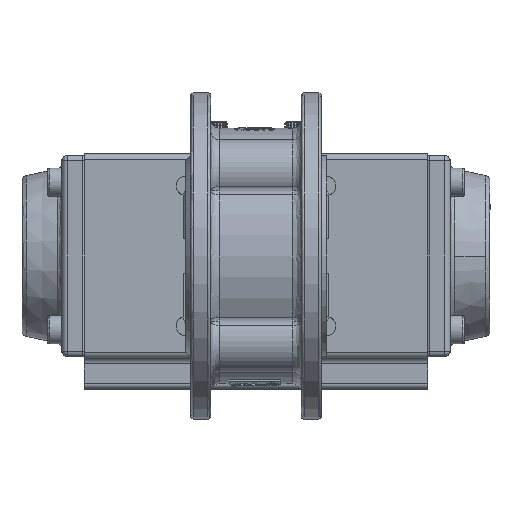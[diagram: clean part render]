
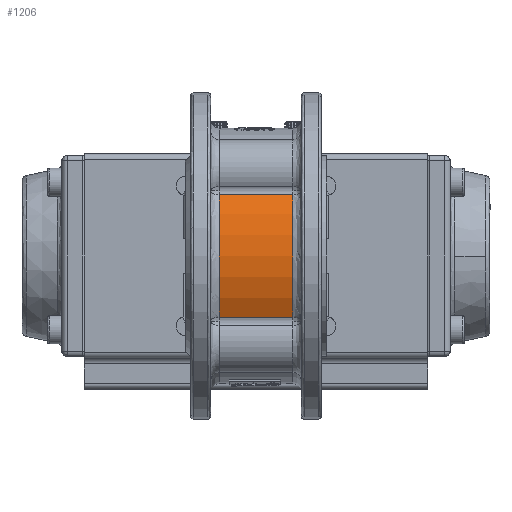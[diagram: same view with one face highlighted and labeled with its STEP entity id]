
A CAD part, front view. The second image highlights one B-rep face of the part: STEP entity #1206.
In plain terms, the highlighted cylindrical face has radius 45 mm (diameter 90 mm), a partial arc.
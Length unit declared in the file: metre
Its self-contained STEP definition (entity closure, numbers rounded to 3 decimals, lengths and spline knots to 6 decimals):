
#584 = VERTEX_POINT ( 'NONE', #78206 ) ;
#1206 = ADVANCED_FACE ( 'NONE', ( #31492 ), #38574, .T. ) ;
#1562 = CARTESIAN_POINT ( 'NONE',  ( -0.024493, -0.042838, 0.098521 ) ) ;
#2088 = CARTESIAN_POINT ( 'NONE',  ( 0.001507, -0.042838, 0.098521 ) ) ;
#3663 = ORIENTED_EDGE ( 'NONE', *, *, #49365, .T. ) ;
#13575 = AXIS2_PLACEMENT_3D ( 'NONE', #19918, #27871, #47006 ) ;
#14994 = LINE ( 'NONE', #42098, #76206 ) ;
#18616 = DIRECTION ( 'NONE',  ( 1., 0., 0. ) ) ;
#19918 = CARTESIAN_POINT ( 'NONE',  ( 0.001507, -0.003333, 0.12007 ) ) ;
#22111 = DIRECTION ( 'NONE',  ( -1., 0., 0. ) ) ;
#24672 = EDGE_CURVE ( 'NONE', #83091, #584, #86034, .T. ) ;
#27871 = DIRECTION ( 'NONE',  ( -1., 0., 0. ) ) ;
#28153 = EDGE_LOOP ( 'NONE', ( #3663, #64531, #75801, #38198 ) ) ;
#31178 = DIRECTION ( 'NONE',  ( 1., 0., 0. ) ) ;
#31492 = FACE_OUTER_BOUND ( 'NONE', #28153, .T. ) ;
#38198 = ORIENTED_EDGE ( 'NONE', *, *, #24672, .T. ) ;
#38574 = CYLINDRICAL_SURFACE ( 'NONE', #74953, 0.045 ) ;
#42098 = CARTESIAN_POINT ( 'NONE',  ( -0.003493, -0.042838, 0.14162 ) ) ;
#43763 = VERTEX_POINT ( 'NONE', #1562 ) ;
#45467 = DIRECTION ( 'NONE',  ( 1., 0., 0. ) ) ;
#46345 = LINE ( 'NONE', #52582, #72731 ) ;
#47006 = DIRECTION ( 'NONE',  ( 0., 0., -1. ) ) ;
#47906 = DIRECTION ( 'NONE',  ( 0., 0., -1. ) ) ;
#49365 = EDGE_CURVE ( 'NONE', #584, #84088, #14994, .T. ) ;
#52582 = CARTESIAN_POINT ( 'NONE',  ( -0.003493, -0.042838, 0.098521 ) ) ;
#53700 = CARTESIAN_POINT ( 'NONE',  ( -0.024493, -0.003333, 0.12007 ) ) ;
#53862 = CIRCLE ( 'NONE', #65267, 0.045 ) ;
#60688 = EDGE_CURVE ( 'NONE', #84088, #43763, #53862, .T. ) ;
#62970 = CARTESIAN_POINT ( 'NONE',  ( -0.024493, -0.042838, 0.14162 ) ) ;
#63351 = EDGE_CURVE ( 'NONE', #43763, #83091, #46345, .T. ) ;
#64531 = ORIENTED_EDGE ( 'NONE', *, *, #60688, .T. ) ;
#65267 = AXIS2_PLACEMENT_3D ( 'NONE', #53700, #31178, #47906 ) ;
#72731 = VECTOR ( 'NONE', #45467, 1. ) ;
#74953 = AXIS2_PLACEMENT_3D ( 'NONE', #79571, #18616, #86680 ) ;
#75801 = ORIENTED_EDGE ( 'NONE', *, *, #63351, .T. ) ;
#76206 = VECTOR ( 'NONE', #22111, 1. ) ;
#78206 = CARTESIAN_POINT ( 'NONE',  ( 0.001507, -0.042838, 0.14162 ) ) ;
#79571 = CARTESIAN_POINT ( 'NONE',  ( -0.003493, -0.003333, 0.12007 ) ) ;
#83091 = VERTEX_POINT ( 'NONE', #2088 ) ;
#84088 = VERTEX_POINT ( 'NONE', #62970 ) ;
#86034 = CIRCLE ( 'NONE', #13575, 0.045 ) ;
#86680 = DIRECTION ( 'NONE',  ( 0., 0., -1. ) ) ;
